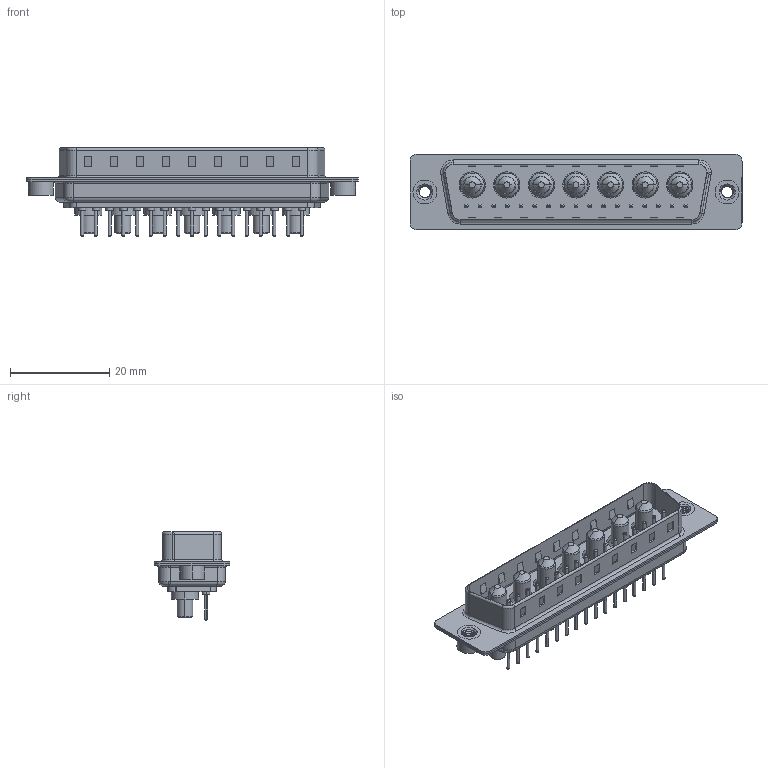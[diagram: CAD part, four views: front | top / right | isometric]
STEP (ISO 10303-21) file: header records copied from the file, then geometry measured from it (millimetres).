
FILE_DESCRIPTION (( 'STEP AP203' ), '1' );
FILE_NAME ('627-24W7624-3NA.STEP', '2019-06-19T00:09:50', ( '' ), ( '' ), 'SwSTEP 2.0', 'SolidWorks 2016', '' );
FILE_SCHEMA (( 'CONFIG_CONTROL_DESIGN' ));
Length unit declared in the file: millimetre
Products named in the file (7): 627Combo Contact Row 3_24; 627-24W7624-3NA; 627Combo Housing_24W7; 627Combo Threaded Rivet_A; 627Combo Shell Rear_50 Contacts; Power Pin_30A S; 627Combo Shell Front_50 Contacts
Assembly tree (29 placements, depth 2):
  627-24W7624-3NA
    627Combo Housing_24W7
    627Combo Shell Rear_50 Contacts
    627Combo Shell Front_50 Contacts
    627Combo Threaded Rivet_A  x2
    Power Pin_30A S  x7
    627Combo Contact Row 3_24  x17
Bounding box: 67 x 15.3 x 17.9 mm (x, y, z)
Volume: 5063.7 mm3; surface area: 10651.2 mm2
Topology: 36 solids, 36 shells, 1319 faces, 2904 edges, 1774 vertices
Faces by surface type: cylinder 514, plane 392, torus 336, cone 57, bspline 20
Entity records: 21466 total; most frequent: CARTESIAN_POINT 5002, DIRECTION 3364, ORIENTED_EDGE 2980, EDGE_CURVE 1490, AXIS2_PLACEMENT_3D 1285, VERTEX_POINT 948, LINE 794, VECTOR 794
